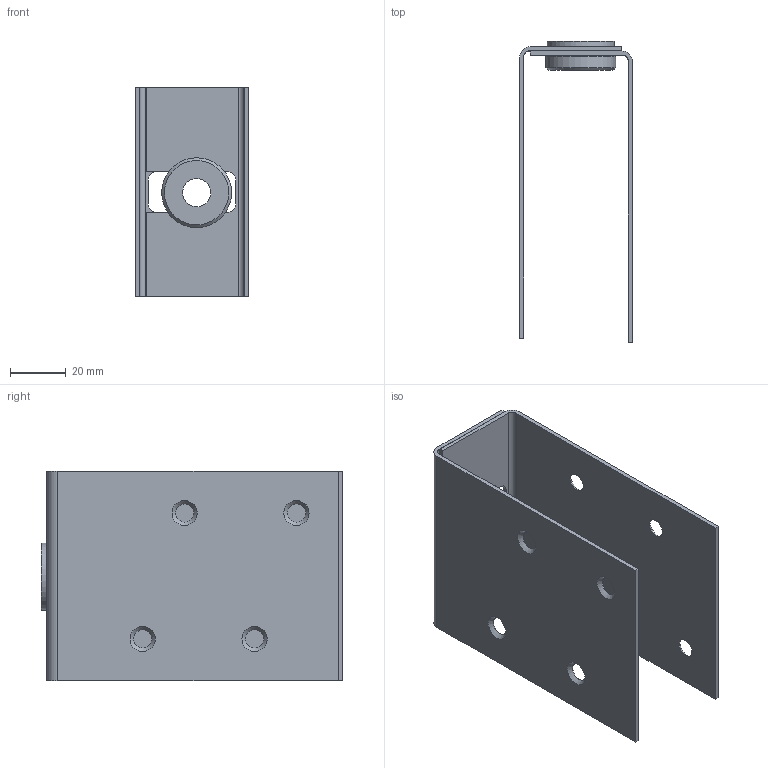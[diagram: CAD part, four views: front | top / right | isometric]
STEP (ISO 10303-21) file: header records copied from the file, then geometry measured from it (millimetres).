
FILE_DESCRIPTION(/* description */ (''),/* implementation_level */ '2;1');
FILE_NAME(/* name */ '51.stp',/* time_stamp */ '2020-02-25T10:15:37+01:00',/* author */ ('DBARI'),/* organization */ (''),/* preprocessor_version */ 'ST-DEVELOPER v17.2',/* originating_system */ 'Autodesk Inventor 2019',/* authorisation */ '');
FILE_SCHEMA (('AUTOMOTIVE_DESIGN { 1 0 10303 214 3 1 1 }'));
Length unit declared in the file: millimetre
Products named in the file (4): 51; 14803; 14562; 16762
Assembly tree (4 placements, depth 2):
  51
    14562  x2
    14803
    16762
Bounding box: 40.3 x 107.7 x 75 mm (x, y, z)
Volume: 32344.2 mm3; surface area: 43158.9 mm2
Topology: 4 solids, 4 shells, 62 faces, 173 edges, 120 vertices
Faces by surface type: plane 31, cylinder 22, cone 9
Full cylindrical faces by diameter (mm): 6.5 x8, 10.106 x1, 12 x1, 24 x1, 25 x1
Entity records: 1428 total; most frequent: DIRECTION 243, CARTESIAN_POINT 221, ORIENTED_EDGE 206, EDGE_CURVE 103, AXIS2_PLACEMENT_3D 94, VERTEX_POINT 72, LINE 55, VECTOR 55
